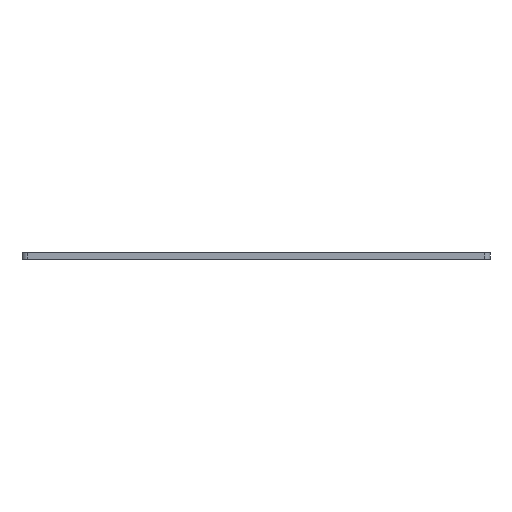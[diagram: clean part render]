
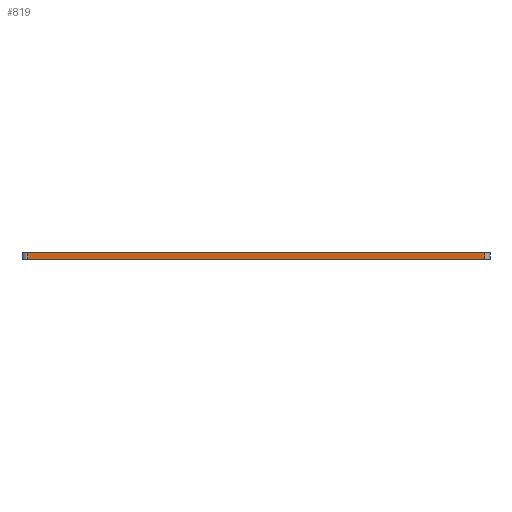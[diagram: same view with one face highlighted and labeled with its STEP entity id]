
A CAD part, front view. The second image highlights one B-rep face of the part: STEP entity #819.
In plain terms, the highlighted planar face has unit normal (0, -1, 0).
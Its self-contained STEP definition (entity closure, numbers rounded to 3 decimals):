
#62=PLANE('',#908);
#77=FACE_OUTER_BOUND('',#140,.T.);
#140=EDGE_LOOP('',(#613,#614,#615,#616));
#201=LINE('',#1253,#255);
#210=LINE('',#1322,#264);
#211=LINE('',#1325,#265);
#212=LINE('',#1326,#266);
#255=VECTOR('',#1001,10.);
#264=VECTOR('',#1064,10.);
#265=VECTOR('',#1067,10.);
#266=VECTOR('',#1068,10.);
#374=VERTEX_POINT('',#1250);
#375=VERTEX_POINT('',#1252);
#408=VERTEX_POINT('',#1320);
#409=VERTEX_POINT('',#1324);
#454=EDGE_CURVE('',#374,#375,#201,.T.);
#489=EDGE_CURVE('',#408,#374,#210,.T.);
#490=EDGE_CURVE('',#409,#408,#211,.T.);
#491=EDGE_CURVE('',#375,#409,#212,.T.);
#613=ORIENTED_EDGE('',*,*,#489,.F.);
#614=ORIENTED_EDGE('',*,*,#490,.F.);
#615=ORIENTED_EDGE('',*,*,#491,.F.);
#616=ORIENTED_EDGE('',*,*,#454,.F.);
#819=ADVANCED_FACE('',(#77),#62,.T.);
#908=AXIS2_PLACEMENT_3D('',#1323,#1065,#1066);
#1001=DIRECTION('',(1.,0.,0.));
#1064=DIRECTION('',(0.,0.,1.));
#1065=DIRECTION('center_axis',(0.,-1.,0.));
#1066=DIRECTION('ref_axis',(1.,0.,0.));
#1067=DIRECTION('',(-1.,0.,0.));
#1068=DIRECTION('',(0.,0.,-1.));
#1250=CARTESIAN_POINT('',(-240.,-165.,198.671));
#1252=CARTESIAN_POINT('',(180.,-165.,198.671));
#1253=CARTESIAN_POINT('',(-133.75,-165.,198.671));
#1320=CARTESIAN_POINT('',(-240.,-165.,192.321));
#1322=CARTESIAN_POINT('',(-240.,-165.,192.321));
#1323=CARTESIAN_POINT('Origin',(-220.,-165.,192.321));
#1324=CARTESIAN_POINT('',(180.,-165.,192.321));
#1325=CARTESIAN_POINT('',(185.,-165.,192.321));
#1326=CARTESIAN_POINT('',(180.,-165.,192.321));
